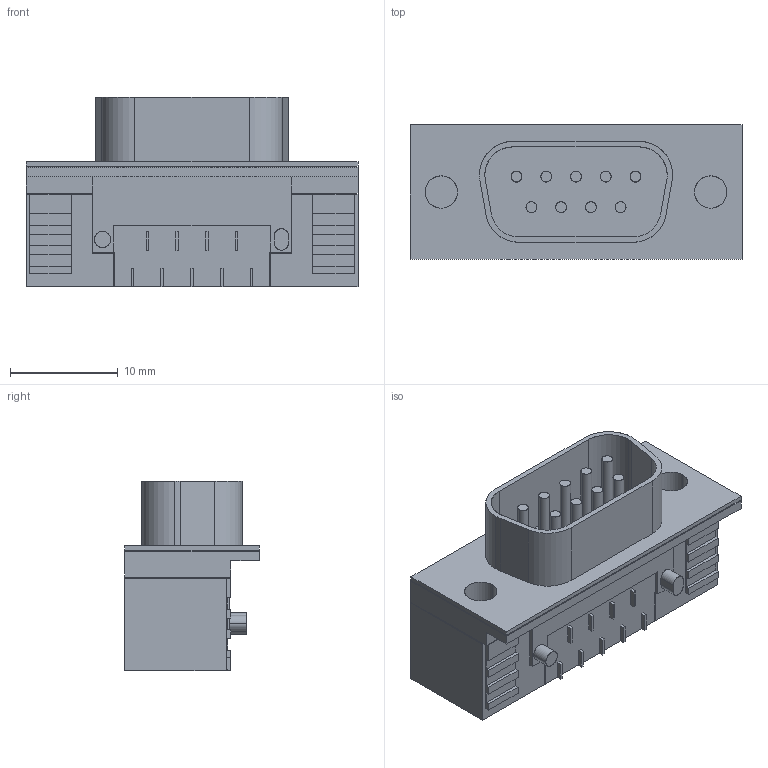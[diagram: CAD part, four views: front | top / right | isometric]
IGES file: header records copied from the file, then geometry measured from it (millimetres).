
Start section: OSMC1.0    IGES FILE using analytic representation for surfaces
Global section: file name: XM3K_0912_03N.igs; native system: SolidWorks 2001Plus by SolidWorks Corporation; preprocessor: Version 5.3; author: sakane; date: 190314.144309; units: millimetre
Bounding box: 30.8 x 12.5 x 17.6 mm (x, y, z)
Surface area: 2914.5 mm2 (no closed solid volume)
Topology: 0 solids, 0 shells, 214 faces, 1678 edges, 1678 vertices
Faces by surface type: bspline 177, revolution 37
